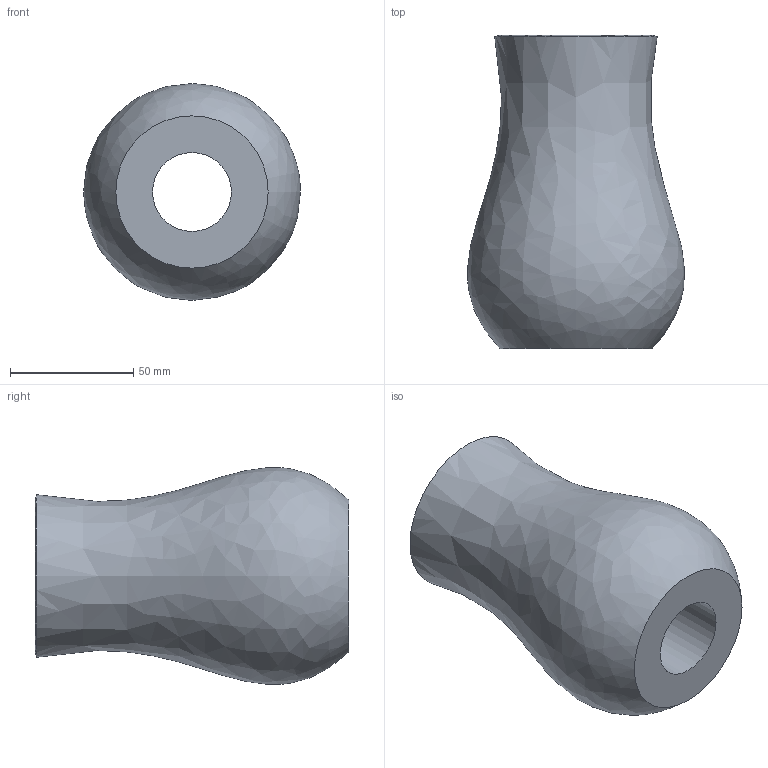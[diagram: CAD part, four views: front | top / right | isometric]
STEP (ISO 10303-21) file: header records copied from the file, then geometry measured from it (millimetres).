
FILE_DESCRIPTION(/* description */ (''),/* implementation_level */ '2;1');
FILE_NAME(/* name */ 'Fr Glas - 10x5,5.step',/* time_stamp */ '2023-05-26T09:12:21+02:00',/* author */ (''),/* organization */ (''),/* preprocessor_version */ 'ST-DEVELOPER v19.2',/* originating_system */ 'Autodesk Translation Framework v12.4.0.73',/* authorisation */ '');
FILE_SCHEMA (('AUTOMOTIVE_DESIGN { 1 0 10303 214 3 1 1 }'));
Length unit declared in the file: millimetre
Products named in the file (1): Für Glas - 10x5,5
Bounding box: 87.99 x 127 x 87.97 mm (x, y, z)
Volume: 80168.6 mm3; surface area: 79651.5 mm2
Topology: 1 solids, 1 shells, 11 faces, 20 edges, 13 vertices
Faces by surface type: cylinder 4, plane 4, bspline 2, cone 1
Full cylindrical faces by diameter (mm): 32 x1, 36.8 x1, 56 x1, 60 x1
Entity records: 696 total; most frequent: CARTESIAN_POINT 431, DIRECTION 51, ORIENTED_EDGE 40, AXIS2_PLACEMENT_3D 23, EDGE_CURVE 20, EDGE_LOOP 15, CIRCLE 13, VERTEX_POINT 13
